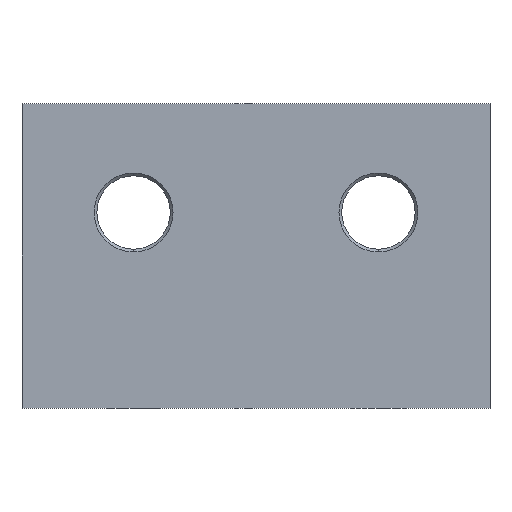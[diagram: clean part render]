
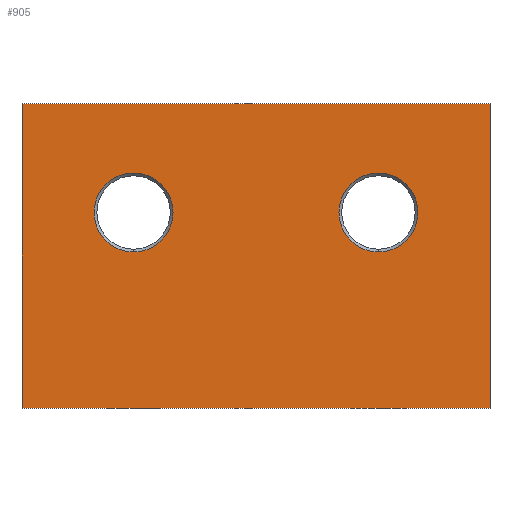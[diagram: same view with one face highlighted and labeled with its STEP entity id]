
A CAD part, front view. The second image highlights one B-rep face of the part: STEP entity #905.
In plain terms, the highlighted planar face has unit normal (0, -1, 0).
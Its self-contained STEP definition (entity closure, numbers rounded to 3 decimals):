
#14 = LINE ( 'NONE', #112, #357 ) ;
#24 = ORIENTED_EDGE ( 'NONE', *, *, #535, .F. ) ;
#75 = ORIENTED_EDGE ( 'NONE', *, *, #274, .T. ) ;
#83 = DIRECTION ( 'NONE',  ( 0., 1., 0. ) ) ;
#87 = DIRECTION ( 'NONE',  ( 0., 1., 0. ) ) ;
#112 = CARTESIAN_POINT ( 'NONE',  ( -43., 0., 56. ) ) ;
#126 = EDGE_LOOP ( 'NONE', ( #485, #1469, #24, #294 ) ) ;
#138 = VECTOR ( 'NONE', #755, 1000. ) ;
#142 = DIRECTION ( 'NONE',  ( 0., 0., -1. ) ) ;
#163 = AXIS2_PLACEMENT_3D ( 'NONE', #799, #1055, #322 ) ;
#179 = DIRECTION ( 'NONE',  ( 0., 1., 0. ) ) ;
#184 = ORIENTED_EDGE ( 'NONE', *, *, #228, .T. ) ;
#202 = CARTESIAN_POINT ( 'NONE',  ( 43., 0., 0. ) ) ;
#207 = CARTESIAN_POINT ( 'NONE',  ( -22.5, 0., 36. ) ) ;
#228 = EDGE_CURVE ( 'NONE', #295, #1048, #660, .T. ) ;
#233 = DIRECTION ( 'NONE',  ( 0., 0., 1. ) ) ;
#264 = CIRCLE ( 'NONE', #615, 7.25 ) ;
#270 = CARTESIAN_POINT ( 'NONE',  ( -43., 0., 0. ) ) ;
#271 = CARTESIAN_POINT ( 'NONE',  ( 43., 0., 56. ) ) ;
#274 = EDGE_CURVE ( 'NONE', #1568, #749, #264, .T. ) ;
#284 = EDGE_CURVE ( 'NONE', #1048, #295, #876, .T. ) ;
#294 = ORIENTED_EDGE ( 'NONE', *, *, #1455, .T. ) ;
#295 = VERTEX_POINT ( 'NONE', #341 ) ;
#304 = CARTESIAN_POINT ( 'NONE',  ( 43., 0., 56. ) ) ;
#306 = EDGE_CURVE ( 'NONE', #959, #1208, #14, .T. ) ;
#322 = DIRECTION ( 'NONE',  ( 0., 0., 1. ) ) ;
#324 = CARTESIAN_POINT ( 'NONE',  ( 22.5, 0., 36. ) ) ;
#341 = CARTESIAN_POINT ( 'NONE',  ( 22.5, 0., 28.75 ) ) ;
#344 = FACE_BOUND ( 'NONE', #418, .T. ) ;
#355 = VERTEX_POINT ( 'NONE', #895 ) ;
#357 = VECTOR ( 'NONE', #142, 1000. ) ;
#418 = EDGE_LOOP ( 'NONE', ( #184, #1465 ) ) ;
#448 = EDGE_CURVE ( 'NONE', #749, #1568, #1570, .T. ) ;
#474 = LINE ( 'NONE', #1335, #138 ) ;
#485 = ORIENTED_EDGE ( 'NONE', *, *, #306, .T. ) ;
#532 = EDGE_CURVE ( 'NONE', #355, #1208, #1441, .T. ) ;
#534 = LINE ( 'NONE', #304, #541 ) ;
#535 = EDGE_CURVE ( 'NONE', #542, #355, #474, .T. ) ;
#541 = VECTOR ( 'NONE', #665, 1000. ) ;
#542 = VERTEX_POINT ( 'NONE', #271 ) ;
#577 = DIRECTION ( 'NONE',  ( -1., 0., 0. ) ) ;
#615 = AXIS2_PLACEMENT_3D ( 'NONE', #207, #83, #1536 ) ;
#660 = CIRCLE ( 'NONE', #1242, 7.25 ) ;
#661 = FACE_BOUND ( 'NONE', #864, .T. ) ;
#665 = DIRECTION ( 'NONE',  ( -1., 0., 0. ) ) ;
#749 = VERTEX_POINT ( 'NONE', #1546 ) ;
#755 = DIRECTION ( 'NONE',  ( 0., 0., -1. ) ) ;
#799 = CARTESIAN_POINT ( 'NONE',  ( 43., 0., 56. ) ) ;
#820 = CARTESIAN_POINT ( 'NONE',  ( -43., 0., 56. ) ) ;
#864 = EDGE_LOOP ( 'NONE', ( #75, #1453 ) ) ;
#876 = CIRCLE ( 'NONE', #1220, 7.25 ) ;
#895 = CARTESIAN_POINT ( 'NONE',  ( 43., 0., 0. ) ) ;
#905 = ADVANCED_FACE ( 'NONE', ( #661, #344, #1257 ), #1406, .F. ) ;
#916 = CARTESIAN_POINT ( 'NONE',  ( -22.5, 0., 36. ) ) ;
#959 = VERTEX_POINT ( 'NONE', #820 ) ;
#1032 = DIRECTION ( 'NONE',  ( 0., 0., 1. ) ) ;
#1048 = VERTEX_POINT ( 'NONE', #1176 ) ;
#1053 = DIRECTION ( 'NONE',  ( 0., 0., 1. ) ) ;
#1055 = DIRECTION ( 'NONE',  ( 0., 1., 0. ) ) ;
#1059 = DIRECTION ( 'NONE',  ( 0., 1., 0. ) ) ;
#1092 = AXIS2_PLACEMENT_3D ( 'NONE', #916, #179, #1032 ) ;
#1115 = VECTOR ( 'NONE', #577, 1000. ) ;
#1167 = CARTESIAN_POINT ( 'NONE',  ( 22.5, 0., 36. ) ) ;
#1176 = CARTESIAN_POINT ( 'NONE',  ( 22.5, 0., 43.25 ) ) ;
#1208 = VERTEX_POINT ( 'NONE', #270 ) ;
#1220 = AXIS2_PLACEMENT_3D ( 'NONE', #1167, #1059, #1053 ) ;
#1242 = AXIS2_PLACEMENT_3D ( 'NONE', #324, #87, #233 ) ;
#1257 = FACE_OUTER_BOUND ( 'NONE', #126, .T. ) ;
#1303 = CARTESIAN_POINT ( 'NONE',  ( -22.5, 0., 28.75 ) ) ;
#1335 = CARTESIAN_POINT ( 'NONE',  ( 43., 0., 56. ) ) ;
#1406 = PLANE ( 'NONE',  #163 ) ;
#1441 = LINE ( 'NONE', #202, #1115 ) ;
#1453 = ORIENTED_EDGE ( 'NONE', *, *, #448, .T. ) ;
#1455 = EDGE_CURVE ( 'NONE', #542, #959, #534, .T. ) ;
#1465 = ORIENTED_EDGE ( 'NONE', *, *, #284, .T. ) ;
#1469 = ORIENTED_EDGE ( 'NONE', *, *, #532, .F. ) ;
#1536 = DIRECTION ( 'NONE',  ( 0., 0., 1. ) ) ;
#1546 = CARTESIAN_POINT ( 'NONE',  ( -22.5, 0., 43.25 ) ) ;
#1568 = VERTEX_POINT ( 'NONE', #1303 ) ;
#1570 = CIRCLE ( 'NONE', #1092, 7.25 ) ;
